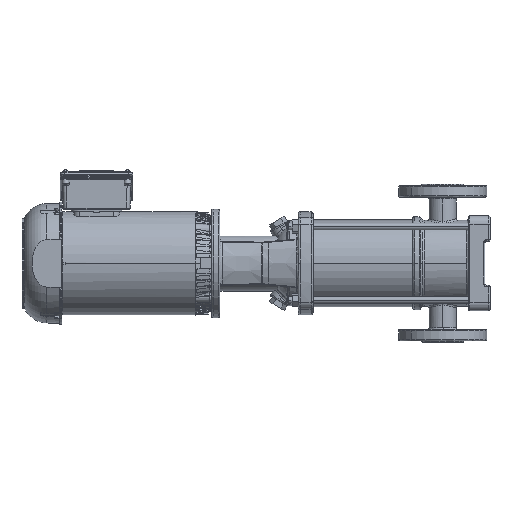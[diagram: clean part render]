
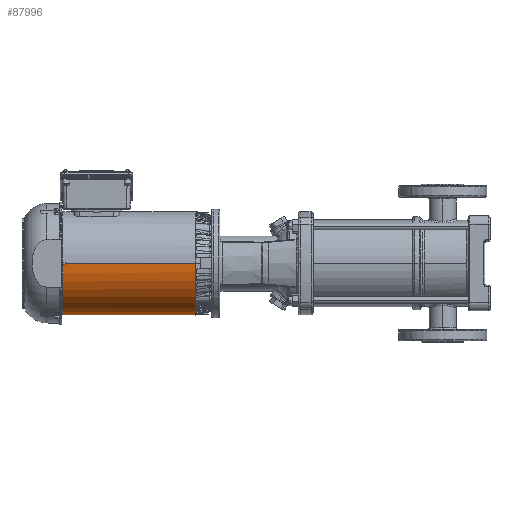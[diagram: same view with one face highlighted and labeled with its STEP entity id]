
A CAD part, left-side view. The second image highlights one B-rep face of the part: STEP entity #87996.
In plain terms, the highlighted cylindrical face has radius 81.875 mm (diameter 163.75 mm), a partial arc.
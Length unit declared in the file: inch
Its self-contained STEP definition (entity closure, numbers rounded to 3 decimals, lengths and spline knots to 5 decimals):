
#488 = CARTESIAN_POINT ( 'NONE',  ( -4.11948, -2.19101, -2.57777 ) ) ;
#2004 = VECTOR ( 'NONE', #68405, 39.37008 ) ;
#2739 = VERTEX_POINT ( 'NONE', #25954 ) ;
#6149 = CARTESIAN_POINT ( 'NONE',  ( -4.11948, -3.46745, -0.05906 ) ) ;
#8395 = CARTESIAN_POINT ( 'NONE',  ( -4.11948, -3.46353, -0.26753 ) ) ;
#11425 = ORIENTED_EDGE ( 'NONE', *, *, #20809, .F. ) ;
#12258 = VERTEX_POINT ( 'NONE', #38635 ) ;
#12770 = CARTESIAN_POINT ( 'NONE',  ( 4.14824, -0.24447, -3.22343 ) ) ;
#12976 = VERTEX_POINT ( 'NONE', #12770 ) ;
#14670 = EDGE_CURVE ( 'NONE', #18860, #101582, #21673, .T. ) ;
#15145 = CARTESIAN_POINT ( 'NONE',  ( -4.11948, -3.35152, -0.88329 ) ) ;
#15455 = EDGE_CURVE ( 'NONE', #2739, #66117, #98440, .T. ) ;
#18860 = VERTEX_POINT ( 'NONE', #50725 ) ;
#19945 = VECTOR ( 'NONE', #82310, 39.37008 ) ;
#20809 = EDGE_CURVE ( 'NONE', #12976, #101582, #90198, .T. ) ;
#21028 = CARTESIAN_POINT ( 'NONE',  ( 25.43877, -0.24447, -3.22343 ) ) ;
#21673 = B_SPLINE_CURVE_WITH_KNOTS ( 'NONE', 3,
 ( #6149, #8395, #43282, #15145, #33143, #93867, #34835, #77570, #51734, #34274, #488, #58469, #67445, #110194, #24705, #92750, #25266, #69132 ),
 .UNSPECIFIED., .F., .F.,
 ( 4, 2, 2, 2, 2, 2, 2, 2, 4 ),
 ( 0., 0.125, 0.25, 0.375, 0.5, 0.625, 0.75, 0.875, 1. ),
 .UNSPECIFIED. ) ;
#24705 = CARTESIAN_POINT ( 'NONE',  ( -4.11948, -1.07068, -3.12271 ) ) ;
#25266 = CARTESIAN_POINT ( 'NONE',  ( -4.11948, -0.45298, -3.22343 ) ) ;
#25954 = CARTESIAN_POINT ( 'NONE',  ( -3.98164, -3.46789, 0. ) ) ;
#30468 = CARTESIAN_POINT ( 'NONE',  ( -3.98164, -0.24447, 0. ) ) ;
#31486 = CARTESIAN_POINT ( 'NONE',  ( 25.43877, -3.46789, 0. ) ) ;
#31999 = DIRECTION ( 'NONE',  ( 0., 1., 0. ) ) ;
#33143 = CARTESIAN_POINT ( 'NONE',  ( -4.11948, -3.28773, -1.08283 ) ) ;
#34274 = CARTESIAN_POINT ( 'NONE',  ( -4.11948, -2.35401, -2.44617 ) ) ;
#34835 = CARTESIAN_POINT ( 'NONE',  ( -4.11948, -3.02179, -1.64938 ) ) ;
#35687 = EDGE_CURVE ( 'NONE', #66117, #12976, #82000, .T. ) ;
#38635 = CARTESIAN_POINT ( 'NONE',  ( -3.98164, -3.46735, -0.05906 ) ) ;
#38987 = VECTOR ( 'NONE', #100110, 39.37008 ) ;
#41115 = CYLINDRICAL_SURFACE ( 'NONE', #98740, 3.22343 ) ;
#43282 = CARTESIAN_POINT ( 'NONE',  ( -4.11948, -3.43942, -0.47563 ) ) ;
#47347 = FACE_OUTER_BOUND ( 'NONE', #50381, .T. ) ;
#48590 = EDGE_CURVE ( 'NONE', #12258, #18860, #76851, .T. ) ;
#50381 = EDGE_LOOP ( 'NONE', ( #11425, #51223, #64029, #78007, #106609, #56687 ) ) ;
#50725 = CARTESIAN_POINT ( 'NONE',  ( -4.11948, -3.46745, -0.05906 ) ) ;
#51223 = ORIENTED_EDGE ( 'NONE', *, *, #35687, .F. ) ;
#51734 = CARTESIAN_POINT ( 'NONE',  ( -4.11948, -2.65158, -2.15401 ) ) ;
#53597 = DIRECTION ( 'NONE',  ( 1., 0., 0. ) ) ;
#56687 = ORIENTED_EDGE ( 'NONE', *, *, #14670, .T. ) ;
#58469 = CARTESIAN_POINT ( 'NONE',  ( -4.11948, -1.84269, -2.80707 ) ) ;
#59978 = CARTESIAN_POINT ( 'NONE',  ( 4.14824, -0.24447, 0. ) ) ;
#61402 = CARTESIAN_POINT ( 'NONE',  ( 4.14824, -3.46789, 0. ) ) ;
#64029 = ORIENTED_EDGE ( 'NONE', *, *, #15455, .F. ) ;
#66117 = VERTEX_POINT ( 'NONE', #61402 ) ;
#67445 = CARTESIAN_POINT ( 'NONE',  ( -4.11948, -1.65737, -2.90476 ) ) ;
#68405 = DIRECTION ( 'NONE',  ( -1., 0., 0. ) ) ;
#69132 = CARTESIAN_POINT ( 'NONE',  ( -4.11948, -0.24447, -3.22352 ) ) ;
#76851 = LINE ( 'NONE', #110580, #2004 ) ;
#77570 = CARTESIAN_POINT ( 'NONE',  ( -4.11948, -2.78614, -1.99345 ) ) ;
#78007 = ORIENTED_EDGE ( 'NONE', *, *, #88493, .T. ) ;
#80536 = DIRECTION ( 'NONE',  ( 0., 0., -1. ) ) ;
#82000 = CIRCLE ( 'NONE', #92836, 3.22343 ) ;
#82310 = DIRECTION ( 'NONE',  ( -1., 0., 0. ) ) ;
#82780 = CARTESIAN_POINT ( 'NONE',  ( -4.11948, -0.24447, -3.22352 ) ) ;
#83840 = DIRECTION ( 'NONE',  ( -1., 0., 0. ) ) ;
#87996 = ADVANCED_FACE ( 'NONE', ( #47347 ), #41115, .T. ) ;
#88493 = EDGE_CURVE ( 'NONE', #2739, #12258, #105906, .T. ) ;
#90198 = LINE ( 'NONE', #21028, #19945 ) ;
#91090 = DIRECTION ( 'NONE',  ( 1., 0., 0. ) ) ;
#91735 = DIRECTION ( 'NONE',  ( 0., 0., 1. ) ) ;
#92750 = CARTESIAN_POINT ( 'NONE',  ( -4.11948, -0.66149, -3.20313 ) ) ;
#92836 = AXIS2_PLACEMENT_3D ( 'NONE', #59978, #91090, #31999 ) ;
#93867 = CARTESIAN_POINT ( 'NONE',  ( -4.11948, -3.12286, -1.46588 ) ) ;
#98440 = LINE ( 'NONE', #31486, #38987 ) ;
#98740 = AXIS2_PLACEMENT_3D ( 'NONE', #99052, #83840, #91735 ) ;
#99052 = CARTESIAN_POINT ( 'NONE',  ( 25.43877, -0.24447, 0. ) ) ;
#100110 = DIRECTION ( 'NONE',  ( 1., 0., 0. ) ) ;
#101582 = VERTEX_POINT ( 'NONE', #82780 ) ;
#102287 = AXIS2_PLACEMENT_3D ( 'NONE', #30468, #53597, #80536 ) ;
#105906 = CIRCLE ( 'NONE', #102287, 3.22343 ) ;
#106609 = ORIENTED_EDGE ( 'NONE', *, *, #48590, .T. ) ;
#110194 = CARTESIAN_POINT ( 'NONE',  ( -4.11948, -1.27136, -3.06259 ) ) ;
#110580 = CARTESIAN_POINT ( 'NONE',  ( -3.98164, -3.46735, -0.05906 ) ) ;
